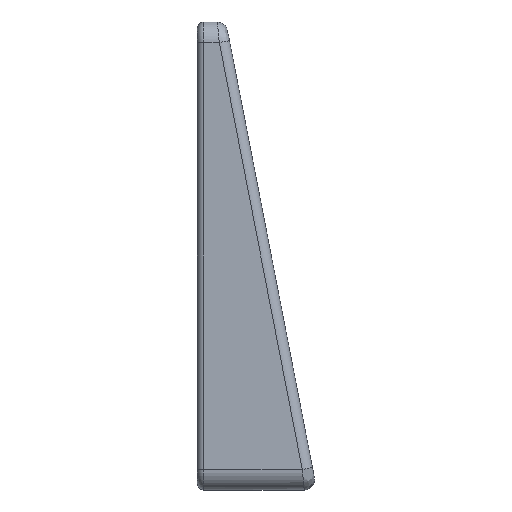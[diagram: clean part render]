
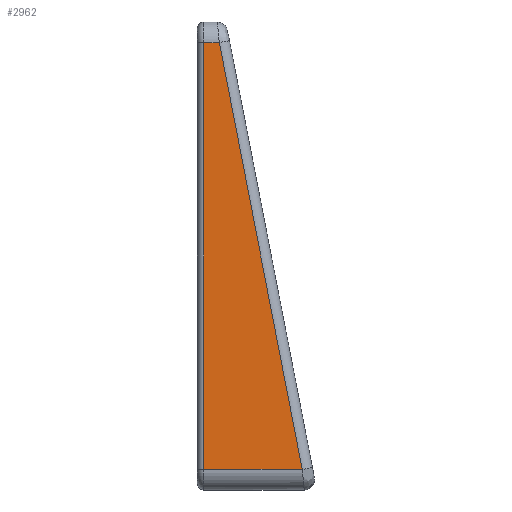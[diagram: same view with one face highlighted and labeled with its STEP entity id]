
A CAD part, left-side view. The second image highlights one B-rep face of the part: STEP entity #2962.
In plain terms, the highlighted planar face has unit normal (-1, 0, 0).
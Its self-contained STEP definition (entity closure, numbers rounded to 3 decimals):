
#156=PLANE('',#3221);
#300=FACE_OUTER_BOUND('',#466,.T.);
#466=EDGE_LOOP('',(#2544,#2545,#2546,#2547));
#776=LINE('',#5155,#1084);
#779=LINE('',#5248,#1087);
#785=LINE('',#5275,#1093);
#786=LINE('',#5279,#1094);
#1084=VECTOR('',#3924,10.);
#1087=VECTOR('',#3937,10.);
#1093=VECTOR('',#3977,10.);
#1094=VECTOR('',#3984,10.);
#1459=VERTEX_POINT('',#5143);
#1460=VERTEX_POINT('',#5153);
#1464=VERTEX_POINT('',#5246);
#1468=VERTEX_POINT('',#5273);
#1852=EDGE_CURVE('',#1459,#1460,#776,.T.);
#1860=EDGE_CURVE('',#1464,#1459,#779,.T.);
#1874=EDGE_CURVE('',#1468,#1464,#785,.T.);
#1876=EDGE_CURVE('',#1468,#1460,#786,.T.);
#2544=ORIENTED_EDGE('',*,*,#1852,.F.);
#2545=ORIENTED_EDGE('',*,*,#1860,.F.);
#2546=ORIENTED_EDGE('',*,*,#1874,.F.);
#2547=ORIENTED_EDGE('',*,*,#1876,.T.);
#2962=ADVANCED_FACE('',(#300),#156,.T.);
#3221=AXIS2_PLACEMENT_3D('',#5278,#3982,#3983);
#3924=DIRECTION('',(0.,-0.191,-0.982));
#3937=DIRECTION('',(0.,-1.,0.));
#3977=DIRECTION('',(0.,0.,1.));
#3982=DIRECTION('center_axis',(-1.,0.,0.));
#3983=DIRECTION('ref_axis',(0.,0.,1.));
#3984=DIRECTION('',(0.,-1.,0.));
#5143=CARTESIAN_POINT('',(-12.,-2.74,7.5));
#5153=CARTESIAN_POINT('',(-12.,-18.874,-75.5));
#5155=CARTESIAN_POINT('',(-12.,-14.534,-53.173));
#5246=CARTESIAN_POINT('',(-12.,0.31,7.5));
#5248=CARTESIAN_POINT('',(-12.,0.,7.5));
#5273=CARTESIAN_POINT('',(-12.,0.31,-75.5));
#5275=CARTESIAN_POINT('',(-12.,0.31,-54.75));
#5278=CARTESIAN_POINT('Origin',(-12.,0.,-75.5));
#5279=CARTESIAN_POINT('',(-12.,0.,-75.5));
